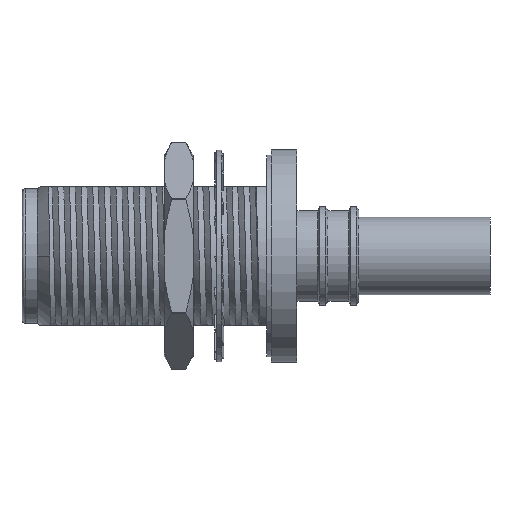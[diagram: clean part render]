
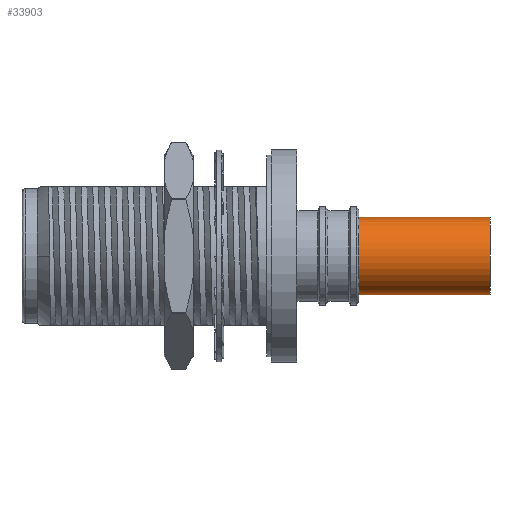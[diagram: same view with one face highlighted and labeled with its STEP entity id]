
A CAD part, front view. The second image highlights one B-rep face of the part: STEP entity #33903.
In plain terms, the highlighted cylindrical face has radius 3.75 mm (diameter 7.5 mm), a partial arc.
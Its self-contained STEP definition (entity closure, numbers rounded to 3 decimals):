
#1482 = VERTEX_POINT ( 'NONE', #40907 ) ;
#2005 = DIRECTION ( 'NONE',  ( 0., 0., 1. ) ) ;
#2591 = CARTESIAN_POINT ( 'NONE',  ( 45.33, 0., -3.75 ) ) ;
#4685 = EDGE_CURVE ( 'NONE', #60275, #6567, #10659, .T. ) ;
#6567 = VERTEX_POINT ( 'NONE', #40155 ) ;
#7644 = CARTESIAN_POINT ( 'NONE',  ( 45.33, 0., 0. ) ) ;
#7755 = LINE ( 'NONE', #57207, #27207 ) ;
#9368 = FACE_OUTER_BOUND ( 'NONE', #42280, .T. ) ;
#10659 = LINE ( 'NONE', #25258, #20367 ) ;
#11348 = CIRCLE ( 'NONE', #56891, 3.75 ) ;
#14167 = CIRCLE ( 'NONE', #49365, 3.75 ) ;
#18935 = DIRECTION ( 'NONE',  ( -1., 0., 0. ) ) ;
#20367 = VECTOR ( 'NONE', #35281, 1000. ) ;
#25258 = CARTESIAN_POINT ( 'NONE',  ( 45.33, 0., -3.75 ) ) ;
#26904 = ORIENTED_EDGE ( 'NONE', *, *, #51075, .T. ) ;
#27095 = DIRECTION ( 'NONE',  ( 0., 0., 1. ) ) ;
#27207 = VECTOR ( 'NONE', #18935, 1000. ) ;
#29119 = ORIENTED_EDGE ( 'NONE', *, *, #4685, .F. ) ;
#33903 = ADVANCED_FACE ( 'NONE', ( #9368 ), #40018, .T. ) ;
#35281 = DIRECTION ( 'NONE',  ( -1., 0., 0. ) ) ;
#36418 = VERTEX_POINT ( 'NONE', #41954 ) ;
#40018 = CYLINDRICAL_SURFACE ( 'NONE', #58671, 3.75 ) ;
#40091 = DIRECTION ( 'NONE',  ( 1., 0., 0. ) ) ;
#40155 = CARTESIAN_POINT ( 'NONE',  ( 32.63, 0., -3.75 ) ) ;
#40539 = EDGE_CURVE ( 'NONE', #1482, #36418, #7755, .T. ) ;
#40907 = CARTESIAN_POINT ( 'NONE',  ( 45.33, 0., 3.75 ) ) ;
#41130 = DIRECTION ( 'NONE',  ( -1., 0., 0. ) ) ;
#41954 = CARTESIAN_POINT ( 'NONE',  ( 32.63, 0., 3.75 ) ) ;
#42280 = EDGE_LOOP ( 'NONE', ( #29119, #26904, #60943, #51438 ) ) ;
#44496 = CARTESIAN_POINT ( 'NONE',  ( 32.63, 0., 0. ) ) ;
#48982 = CARTESIAN_POINT ( 'NONE',  ( 45.33, 0., 0. ) ) ;
#49365 = AXIS2_PLACEMENT_3D ( 'NONE', #44496, #40091, #2005 ) ;
#49386 = DIRECTION ( 'NONE',  ( 0., 0., 1. ) ) ;
#51075 = EDGE_CURVE ( 'NONE', #60275, #1482, #11348, .T. ) ;
#51438 = ORIENTED_EDGE ( 'NONE', *, *, #54733, .T. ) ;
#54414 = DIRECTION ( 'NONE',  ( -1., 0., 0. ) ) ;
#54733 = EDGE_CURVE ( 'NONE', #36418, #6567, #14167, .T. ) ;
#56891 = AXIS2_PLACEMENT_3D ( 'NONE', #48982, #54414, #49386 ) ;
#57207 = CARTESIAN_POINT ( 'NONE',  ( 45.33, 0., 3.75 ) ) ;
#58671 = AXIS2_PLACEMENT_3D ( 'NONE', #7644, #41130, #27095 ) ;
#60275 = VERTEX_POINT ( 'NONE', #2591 ) ;
#60943 = ORIENTED_EDGE ( 'NONE', *, *, #40539, .T. ) ;
